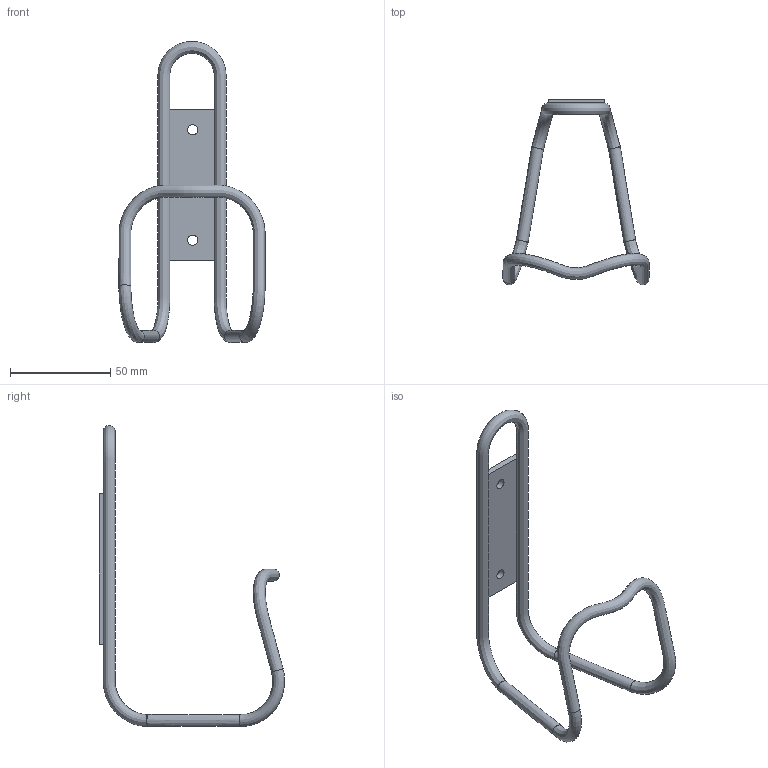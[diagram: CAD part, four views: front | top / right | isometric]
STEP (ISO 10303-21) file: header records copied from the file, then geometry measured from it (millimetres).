
FILE_DESCRIPTION(/* description */ (''),/* implementation_level */ '2;1');
FILE_NAME(/* name */ '72-010-0.stp',/* time_stamp */ '2024-11-08T11:49:54-05:00',/* author */ ('jmurphy'),/* organization */ (''),/* preprocessor_version */ 'ST-DEVELOPER v18.1',/* originating_system */ 'AutoCAD Mechanical',/* authorisation */ '');
FILE_SCHEMA (('AUTOMOTIVE_DESIGN { 1 0 10303 214 3 1 1 }'));
Length unit declared in the file: millimetre
Products named in the file (1): Product
Bounding box: 72.82 x 92.23 x 149.96 mm (x, y, z)
Volume: 24326 mm3; surface area: 16294.7 mm2
Topology: 1 solids, 1 shells, 21 faces, 56 edges, 35 vertices
Faces by surface type: cylinder 10, plane 6, bspline 5
Full cylindrical faces by diameter (mm): 5 x2
Entity records: 23068 total; most frequent: CARTESIAN_POINT 22542, ORIENTED_EDGE 112, DIRECTION 92, EDGE_CURVE 56, AXIS2_PLACEMENT_3D 40, VERTEX_POINT 35, EDGE_LOOP 27, FACE_OUTER_BOUND 21
